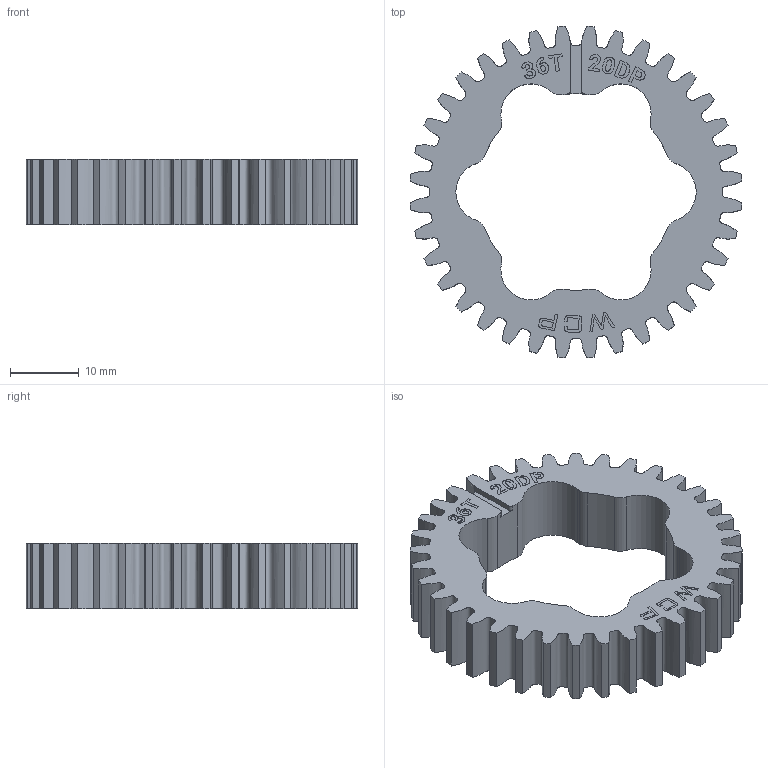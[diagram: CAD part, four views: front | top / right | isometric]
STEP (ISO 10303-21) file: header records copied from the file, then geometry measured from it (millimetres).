
FILE_DESCRIPTION (( 'STEP AP214' ), '1' );
FILE_NAME ('WCP-1083 Rev1.step', '2024-01-18T01:25:54', ( '' ), ( '' ), 'SwSTEP 2.0', 'SolidWorks 2022', '' );
FILE_SCHEMA (( 'AUTOMOTIVE_DESIGN' ));
Length unit declared in the file: inch
Products named in the file (1): WCP-1083 Rev1
Bounding box: 48.16 x 48.16 x 9.53 mm (x, y, z)
Volume: 8643.5 mm3; surface area: 5544.8 mm2
Topology: 1 solids, 1 shells, 256 faces, 721 edges, 481 vertices
Faces by surface type: plane 99, bspline 88, cylinder 69
Entity records: 23245 total; most frequent: CARTESIAN_POINT 17046, ORIENTED_EDGE 1442, DIRECTION 1022, EDGE_CURVE 721, VERTEX_POINT 481, LINE 402, VECTOR 402, AXIS2_PLACEMENT_3D 310
